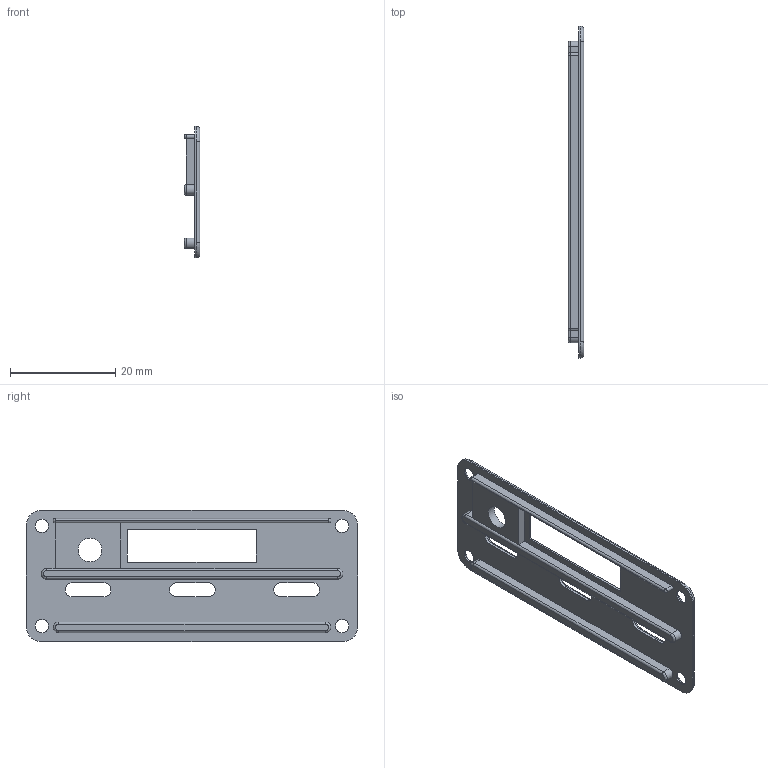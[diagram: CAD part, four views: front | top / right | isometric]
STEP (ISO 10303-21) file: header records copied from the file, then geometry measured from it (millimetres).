
FILE_DESCRIPTION(('FreeCAD Model'),'2;1');
FILE_NAME('Open CASCADE Shape Model','2025-06-11T15:04:45',(''),(''), 'Open CASCADE STEP processor 7.8','FreeCAD','Unknown');
FILE_SCHEMA(('AUTOMOTIVE_DESIGN { 1 0 10303 214 1 1 1 1 }'));
Length unit declared in the file: millimetre
Products named in the file (2): Front; Body002
Assembly tree (1 placements, depth 2):
  Front
    Body002
Bounding box: 3 x 63 x 25 mm (x, y, z)
Volume: 1859.5 mm3; surface area: 3500.5 mm2
Topology: 1 solids, 1 shells, 93 faces, 222 edges, 132 vertices
Faces by surface type: cylinder 38, plane 35, torus 14, cone 4, sphere 2
Full cylindrical faces by diameter (mm): 2.5 x4, 4.5 x1, 10 x1
Entity records: 2734 total; most frequent: DIRECTION 506, CARTESIAN_POINT 447, ORIENTED_EDGE 440, EDGE_CURVE 220, AXIS2_PLACEMENT_3D 191, VERTEX_POINT 132, LINE 124, VECTOR 124
